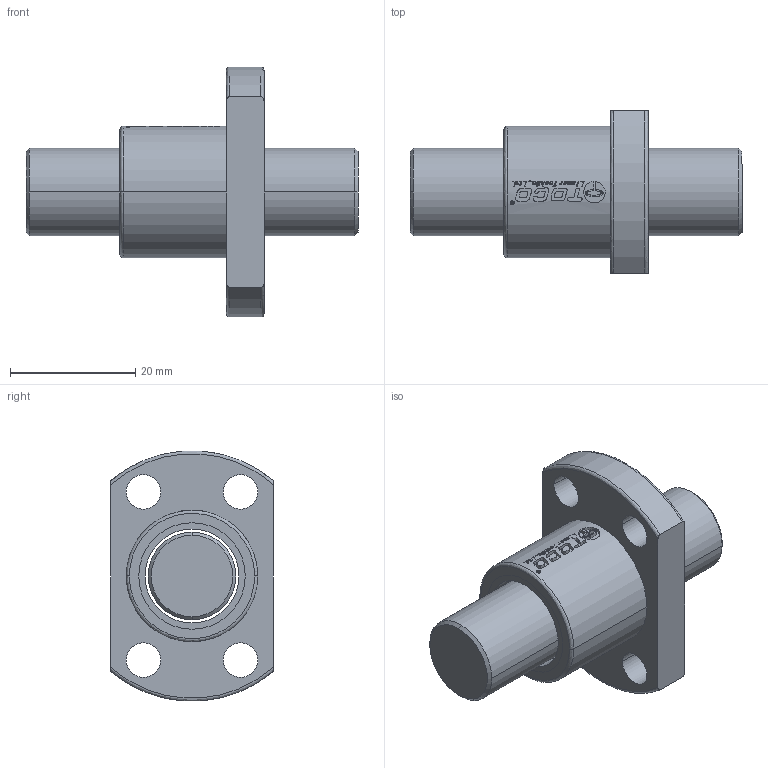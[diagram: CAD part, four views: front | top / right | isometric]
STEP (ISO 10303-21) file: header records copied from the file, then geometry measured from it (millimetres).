
FILE_DESCRIPTION (( 'STEP AP203' ), '1' );
FILE_NAME ('SFK01402.STEP', '2019-04-04T03:02:29', ( '' ), ( '' ), 'SwSTEP 2.0', 'SolidWorks 2015', '' );
FILE_SCHEMA (( 'CONFIG_CONTROL_DESIGN' ));
Length unit declared in the file: millimetre
Products named in the file (1): SFK01402
Bounding box: 53 x 26 x 39.88 mm (x, y, z)
Volume: 15147.4 mm3; surface area: 8182.2 mm2
Topology: 4 solids, 4 shells, 681 faces, 1901 edges, 1266 vertices
Faces by surface type: plane 608, cylinder 42, bspline 27, cone 4
Entity records: 23416 total; most frequent: CARTESIAN_POINT 7339, ORIENTED_EDGE 3802, DIRECTION 2759, EDGE_CURVE 1901, LINE 1277, VECTOR 1277, VERTEX_POINT 1266, AXIS2_PLACEMENT_3D 741
